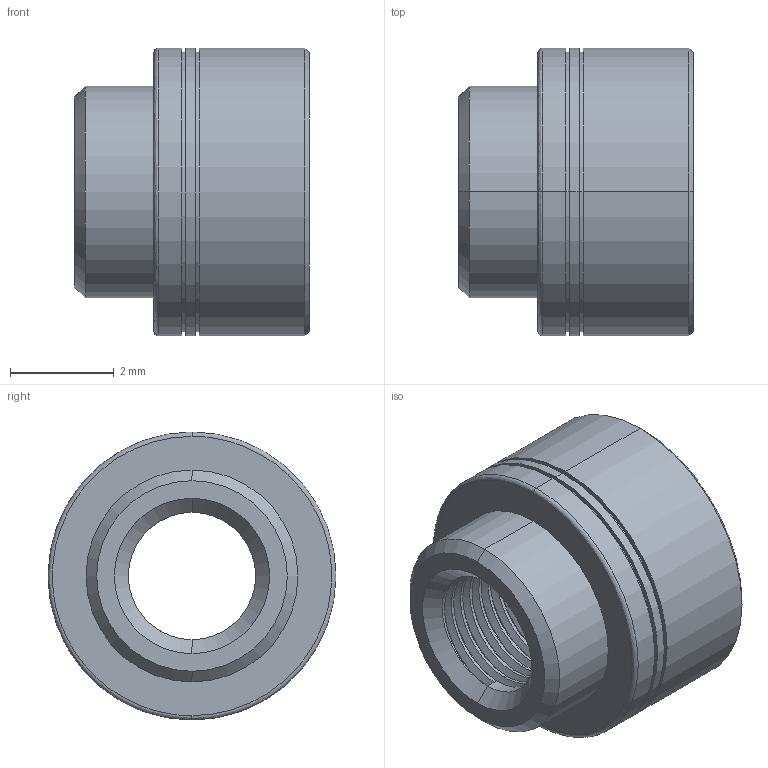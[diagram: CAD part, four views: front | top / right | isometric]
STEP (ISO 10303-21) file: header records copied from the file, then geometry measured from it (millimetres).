
FILE_DESCRIPTION (( 'STEP AP214' ), '1' );
FILE_NAME ('SMTSO-M3-3ET.STEP', '2024-12-12T10:20:00', ( '' ), ( '' ), 'SwSTEP 2.0', 'SolidWorks 2024', '' );
FILE_SCHEMA (( 'AUTOMOTIVE_DESIGN' ));
Length unit declared in the file: millimetre
Products named in the file (1): SMTSO-M3-3ET
Bounding box: 4.53 x 5.56 x 5.56 mm (x, y, z)
Volume: 68.4 mm3; surface area: 168.4 mm2
Topology: 1 solids, 7 shells, 186 faces, 487 edges, 320 vertices
Faces by surface type: plane 123, cylinder 49, cone 9, bspline 5
Entity records: 9652 total; most frequent: CARTESIAN_POINT 4811, ORIENTED_EDGE 974, DIRECTION 820, EDGE_CURVE 487, VECTOR 364, LINE 364, VERTEX_POINT 320, AXIS2_PLACEMENT_3D 228
